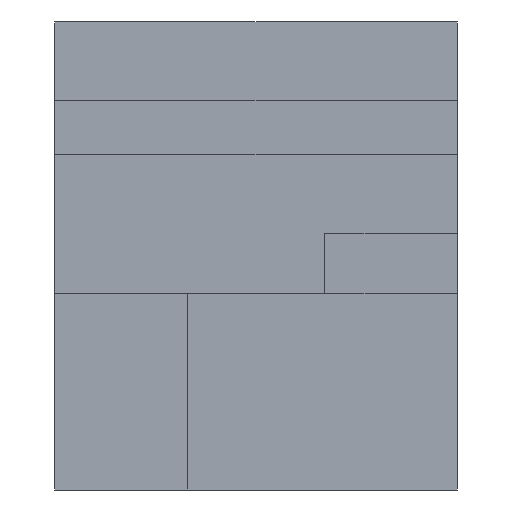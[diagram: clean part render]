
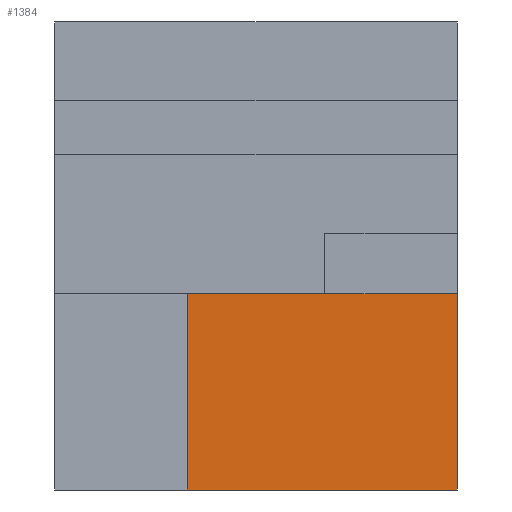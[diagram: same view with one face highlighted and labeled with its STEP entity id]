
A CAD part, left-side view. The second image highlights one B-rep face of the part: STEP entity #1384.
In plain terms, the highlighted planar face has unit normal (-1, 0, 0).
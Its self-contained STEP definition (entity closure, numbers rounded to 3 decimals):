
#1098 = VERTEX_POINT('',#1099);
#1099 = CARTESIAN_POINT('',(-332.,73.5,0.));
#1106 = PLANE('',#1107);
#1107 = AXIS2_PLACEMENT_3D('',#1108,#1109,#1110);
#1108 = CARTESIAN_POINT('',(-260.,73.5,290.65));
#1109 = DIRECTION('',(0.,-1.,0.));
#1110 = DIRECTION('',(0.,0.,-1.));
#1118 = PLANE('',#1119);
#1119 = AXIS2_PLACEMENT_3D('',#1120,#1121,#1122);
#1120 = CARTESIAN_POINT('',(0.,0.,0.));
#1121 = DIRECTION('',(0.,0.,1.));
#1122 = DIRECTION('',(1.,0.,-0.));
#1159 = VERTEX_POINT('',#1160);
#1160 = CARTESIAN_POINT('',(-332.,73.5,290.65));
#1174 = PLANE('',#1175);
#1175 = AXIS2_PLACEMENT_3D('',#1176,#1177,#1178);
#1176 = CARTESIAN_POINT('',(0.,0.,290.65));
#1177 = DIRECTION('',(0.,0.,1.));
#1178 = DIRECTION('',(1.,0.,-0.));
#1186 = EDGE_CURVE('',#1159,#1098,#1187,.T.);
#1187 = SURFACE_CURVE('',#1188,(#1192,#1199),.PCURVE_S1.);
#1188 = LINE('',#1189,#1190);
#1189 = CARTESIAN_POINT('',(-332.,73.5,145.325));
#1190 = VECTOR('',#1191,1.);
#1191 = DIRECTION('',(0.,-0.,-1.));
#1192 = PCURVE('',#1106,#1193);
#1193 = DEFINITIONAL_REPRESENTATION('',(#1194),#1198);
#1194 = LINE('',#1195,#1196);
#1195 = CARTESIAN_POINT('',(145.325,-72.));
#1196 = VECTOR('',#1197,1.);
#1197 = DIRECTION('',(1.,0.));
#1198 = ( GEOMETRIC_REPRESENTATION_CONTEXT(2) 
PARAMETRIC_REPRESENTATION_CONTEXT() REPRESENTATION_CONTEXT('2D SPACE',''
  ) );
#1199 = PCURVE('',#1200,#1205);
#1200 = PLANE('',#1201);
#1201 = AXIS2_PLACEMENT_3D('',#1202,#1203,#1204);
#1202 = CARTESIAN_POINT('',(-332.,-28.5,0.));
#1203 = DIRECTION('',(-1.,0.,0.));
#1204 = DIRECTION('',(0.,-1.,0.));
#1205 = DEFINITIONAL_REPRESENTATION('',(#1206),#1210);
#1206 = LINE('',#1207,#1208);
#1207 = CARTESIAN_POINT('',(-102.,145.325));
#1208 = VECTOR('',#1209,1.);
#1209 = DIRECTION('',(0.,-1.));
#1210 = ( GEOMETRIC_REPRESENTATION_CONTEXT(2) 
PARAMETRIC_REPRESENTATION_CONTEXT() REPRESENTATION_CONTEXT('2D SPACE',''
  ) );
#1291 = EDGE_CURVE('',#1098,#1292,#1294,.T.);
#1292 = VERTEX_POINT('',#1293);
#1293 = CARTESIAN_POINT('',(-332.,-327.,0.));
#1294 = SURFACE_CURVE('',#1295,(#1299,#1306),.PCURVE_S1.);
#1295 = LINE('',#1296,#1297);
#1296 = CARTESIAN_POINT('',(-332.,270.,0.));
#1297 = VECTOR('',#1298,1.);
#1298 = DIRECTION('',(0.,-1.,0.));
#1299 = PCURVE('',#1118,#1300);
#1300 = DEFINITIONAL_REPRESENTATION('',(#1301),#1305);
#1301 = LINE('',#1302,#1303);
#1302 = CARTESIAN_POINT('',(-332.,270.));
#1303 = VECTOR('',#1304,1.);
#1304 = DIRECTION('',(0.,-1.));
#1305 = ( GEOMETRIC_REPRESENTATION_CONTEXT(2) 
PARAMETRIC_REPRESENTATION_CONTEXT() REPRESENTATION_CONTEXT('2D SPACE',''
  ) );
#1306 = PCURVE('',#1200,#1307);
#1307 = DEFINITIONAL_REPRESENTATION('',(#1308),#1312);
#1308 = LINE('',#1309,#1310);
#1309 = CARTESIAN_POINT('',(-298.5,0.));
#1310 = VECTOR('',#1311,1.);
#1311 = DIRECTION('',(1.,0.));
#1312 = ( GEOMETRIC_REPRESENTATION_CONTEXT(2) 
PARAMETRIC_REPRESENTATION_CONTEXT() REPRESENTATION_CONTEXT('2D SPACE',''
  ) );
#1328 = PLANE('',#1329);
#1329 = AXIS2_PLACEMENT_3D('',#1330,#1331,#1332);
#1330 = CARTESIAN_POINT('',(102.,-327.,0.));
#1331 = DIRECTION('',(0.,-1.,0.));
#1332 = DIRECTION('',(1.,0.,0.));
#1384 = ADVANCED_FACE('',(#1385),#1200,.T.);
#1385 = FACE_BOUND('',#1386,.T.);
#1386 = EDGE_LOOP('',(#1387,#1410,#1411,#1412,#1435));
#1387 = ORIENTED_EDGE('',*,*,#1388,.T.);
#1388 = EDGE_CURVE('',#1389,#1159,#1391,.T.);
#1389 = VERTEX_POINT('',#1390);
#1390 = CARTESIAN_POINT('',(-332.,-130.5,290.65));
#1391 = SURFACE_CURVE('',#1392,(#1396,#1403),.PCURVE_S1.);
#1392 = LINE('',#1393,#1394);
#1393 = CARTESIAN_POINT('',(-332.,270.,290.65));
#1394 = VECTOR('',#1395,1.);
#1395 = DIRECTION('',(0.,1.,0.));
#1396 = PCURVE('',#1200,#1397);
#1397 = DEFINITIONAL_REPRESENTATION('',(#1398),#1402);
#1398 = LINE('',#1399,#1400);
#1399 = CARTESIAN_POINT('',(-298.5,290.65));
#1400 = VECTOR('',#1401,1.);
#1401 = DIRECTION('',(-1.,0.));
#1402 = ( GEOMETRIC_REPRESENTATION_CONTEXT(2) 
PARAMETRIC_REPRESENTATION_CONTEXT() REPRESENTATION_CONTEXT('2D SPACE',''
  ) );
#1403 = PCURVE('',#1174,#1404);
#1404 = DEFINITIONAL_REPRESENTATION('',(#1405),#1409);
#1405 = LINE('',#1406,#1407);
#1406 = CARTESIAN_POINT('',(-332.,270.));
#1407 = VECTOR('',#1408,1.);
#1408 = DIRECTION('',(0.,1.));
#1409 = ( GEOMETRIC_REPRESENTATION_CONTEXT(2) 
PARAMETRIC_REPRESENTATION_CONTEXT() REPRESENTATION_CONTEXT('2D SPACE',''
  ) );
#1410 = ORIENTED_EDGE('',*,*,#1186,.T.);
#1411 = ORIENTED_EDGE('',*,*,#1291,.T.);
#1412 = ORIENTED_EDGE('',*,*,#1413,.T.);
#1413 = EDGE_CURVE('',#1292,#1414,#1416,.T.);
#1414 = VERTEX_POINT('',#1415);
#1415 = CARTESIAN_POINT('',(-332.,-327.,290.65));
#1416 = SURFACE_CURVE('',#1417,(#1421,#1428),.PCURVE_S1.);
#1417 = LINE('',#1418,#1419);
#1418 = CARTESIAN_POINT('',(-332.,-327.,0.));
#1419 = VECTOR('',#1420,1.);
#1420 = DIRECTION('',(0.,0.,1.));
#1421 = PCURVE('',#1200,#1422);
#1422 = DEFINITIONAL_REPRESENTATION('',(#1423),#1427);
#1423 = LINE('',#1424,#1425);
#1424 = CARTESIAN_POINT('',(298.5,0.));
#1425 = VECTOR('',#1426,1.);
#1426 = DIRECTION('',(0.,1.));
#1427 = ( GEOMETRIC_REPRESENTATION_CONTEXT(2) 
PARAMETRIC_REPRESENTATION_CONTEXT() REPRESENTATION_CONTEXT('2D SPACE',''
  ) );
#1428 = PCURVE('',#1328,#1429);
#1429 = DEFINITIONAL_REPRESENTATION('',(#1430),#1434);
#1430 = LINE('',#1431,#1432);
#1431 = CARTESIAN_POINT('',(-434.,0.));
#1432 = VECTOR('',#1433,1.);
#1433 = DIRECTION('',(0.,1.));
#1434 = ( GEOMETRIC_REPRESENTATION_CONTEXT(2) 
PARAMETRIC_REPRESENTATION_CONTEXT() REPRESENTATION_CONTEXT('2D SPACE',''
  ) );
#1435 = ORIENTED_EDGE('',*,*,#1436,.F.);
#1436 = EDGE_CURVE('',#1389,#1414,#1437,.T.);
#1437 = SURFACE_CURVE('',#1438,(#1442,#1448),.PCURVE_S1.);
#1438 = LINE('',#1439,#1440);
#1439 = CARTESIAN_POINT('',(-332.,-14.25,290.65));
#1440 = VECTOR('',#1441,1.);
#1441 = DIRECTION('',(0.,-1.,0.));
#1442 = PCURVE('',#1200,#1443);
#1443 = DEFINITIONAL_REPRESENTATION('',(#1444),#1447);
#1444 = B_SPLINE_CURVE_WITH_KNOTS('',1,(#1445,#1446),.UNSPECIFIED.,.F.,
  .F.,(2,2),(-127.8,352.8),.PIECEWISE_BEZIER_KNOTS.);
#1445 = CARTESIAN_POINT('',(-142.05,290.65));
#1446 = CARTESIAN_POINT('',(338.55,290.65));
#1447 = ( GEOMETRIC_REPRESENTATION_CONTEXT(2) 
PARAMETRIC_REPRESENTATION_CONTEXT() REPRESENTATION_CONTEXT('2D SPACE',''
  ) );
#1448 = PCURVE('',#1449,#1454);
#1449 = PLANE('',#1450);
#1450 = AXIS2_PLACEMENT_3D('',#1451,#1452,#1453);
#1451 = CARTESIAN_POINT('',(0.,0.,290.65));
#1452 = DIRECTION('',(0.,0.,1.));
#1453 = DIRECTION('',(1.,0.,-0.));
#1454 = DEFINITIONAL_REPRESENTATION('',(#1455),#1458);
#1455 = B_SPLINE_CURVE_WITH_KNOTS('',1,(#1456,#1457),.UNSPECIFIED.,.F.,
  .F.,(2,2),(-127.8,352.8),.PIECEWISE_BEZIER_KNOTS.);
#1456 = CARTESIAN_POINT('',(-332.,113.55));
#1457 = CARTESIAN_POINT('',(-332.,-367.05));
#1458 = ( GEOMETRIC_REPRESENTATION_CONTEXT(2) 
PARAMETRIC_REPRESENTATION_CONTEXT() REPRESENTATION_CONTEXT('2D SPACE',''
  ) );
